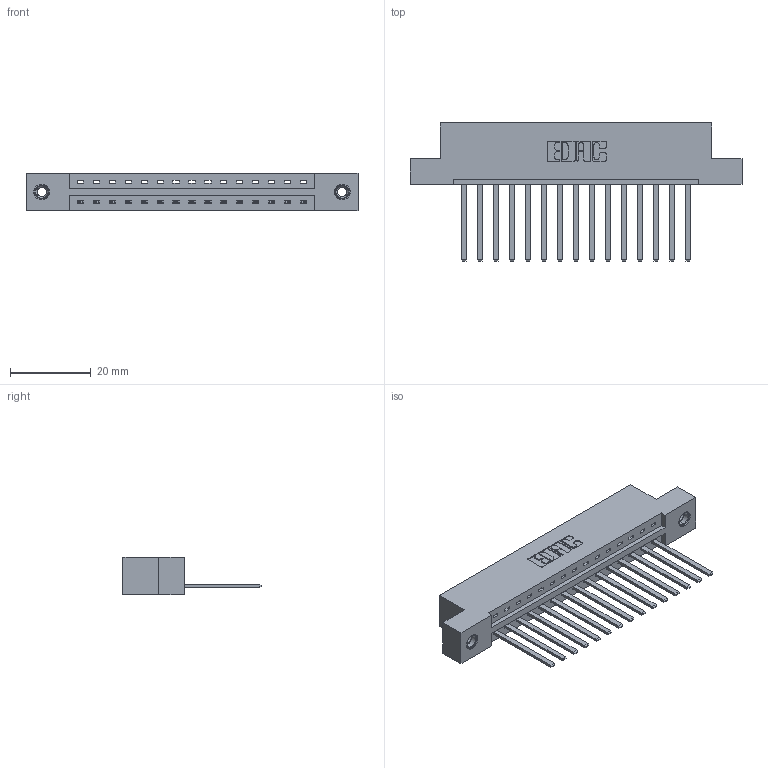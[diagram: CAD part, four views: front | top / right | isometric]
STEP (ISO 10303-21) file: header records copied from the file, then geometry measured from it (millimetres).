
FILE_DESCRIPTION (( 'STEP AP203' ), '1' );
FILE_NAME ('387-015-544-108.STEP', '2019-10-02T17:45:59', ( '' ), ( '' ), 'SwSTEP 2.0', 'SolidWorks 2016', '' );
FILE_SCHEMA (( 'CONFIG_CONTROL_DESIGN' ));
Length unit declared in the file: inch
Products named in the file (4): 387-015-544-108; 345-250-001_345-250-003-102; 337 Part_Flush Mounting Lugs - 0.156 Dia-TI; 345-292-001_345-293-144
Assembly tree (18 placements, depth 2):
  387-015-544-108
    337 Part_Flush Mounting Lugs - 0.156 Dia-TI
    345-292-001_345-293-144  x15
    345-250-001_345-250-003-102  x2
Bounding box: 82.45 x 34.3 x 9.4 mm (x, y, z)
Volume: 8398.5 mm3; surface area: 9129.9 mm2
Topology: 18 solids, 18 shells, 1014 faces, 2997 edges, 1970 vertices
Faces by surface type: plane 732, cylinder 266, cone 12, torus 4
Entity records: 15644 total; most frequent: CARTESIAN_POINT 2702, ORIENTED_EDGE 2646, DIRECTION 2359, EDGE_CURVE 1323, VECTOR 1179, LINE 1179, VERTEX_POINT 876, AXIS2_PLACEMENT_3D 590
